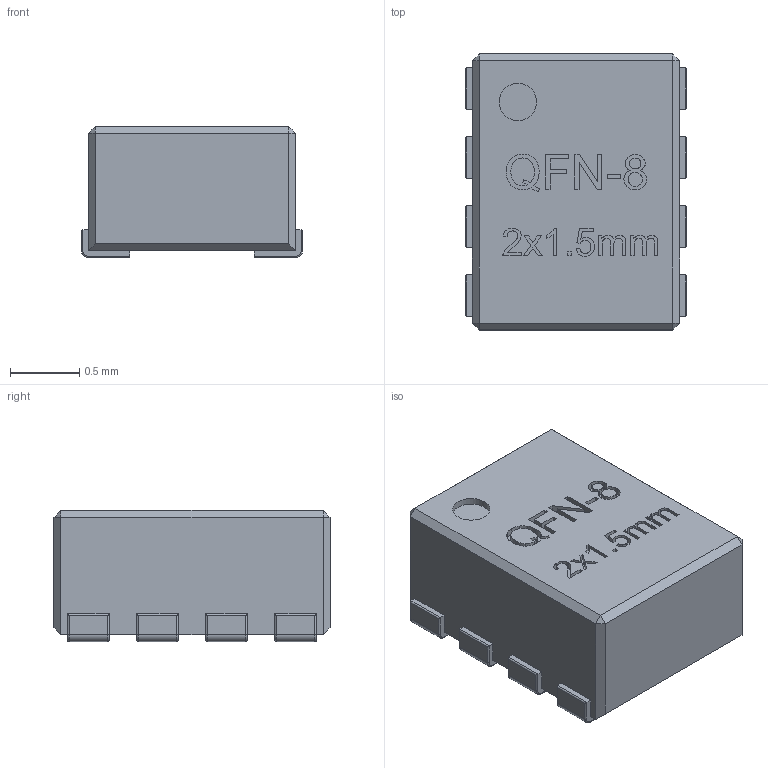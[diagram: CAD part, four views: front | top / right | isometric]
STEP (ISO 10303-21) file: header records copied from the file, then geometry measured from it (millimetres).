
FILE_DESCRIPTION(/* description */ (''),/* implementation_level */ '2;1');
FILE_NAME(/* name */ 'QFN-8-2x15.step',/* time_stamp */ '2022-05-26T15:12:43+08:00',/* author */ (''),/* organization */ (''),/* preprocessor_version */ 'ST-DEVELOPER v19',/* originating_system */ 'Autodesk Translation Framework v11.7.0.108',/* authorisation */ '');
FILE_SCHEMA (('AUTOMOTIVE_DESIGN { 1 0 10303 214 3 1 1 }'));
Length unit declared in the file: millimetre
Products named in the file (1): QFN-8-2x1.5
Bounding box: 1.6 x 2 x 0.95 mm (x, y, z)
Volume: 2.7 mm3; surface area: 15.4 mm2
Topology: 9 solids, 9 shells, 385 faces, 973 edges, 622 vertices
Faces by surface type: plane 181, bspline 131, cylinder 57, torus 16
Full cylindrical faces by diameter (mm): 0.271 x1
Entity records: 12654 total; most frequent: CARTESIAN_POINT 4208, ORIENTED_EDGE 1946, DIRECTION 1319, EDGE_CURVE 973, VERTEX_POINT 622, LINE 613, VECTOR 613, EDGE_LOOP 401
